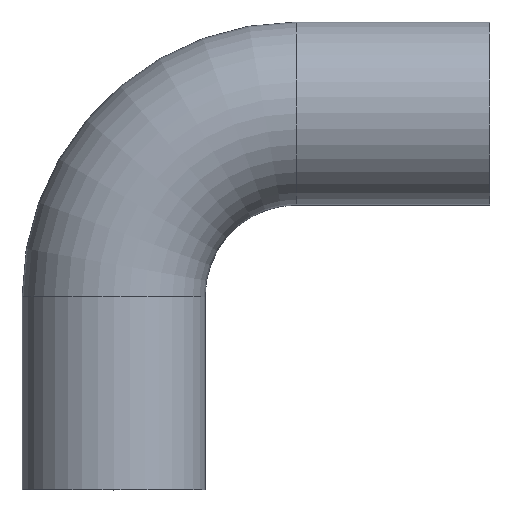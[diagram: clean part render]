
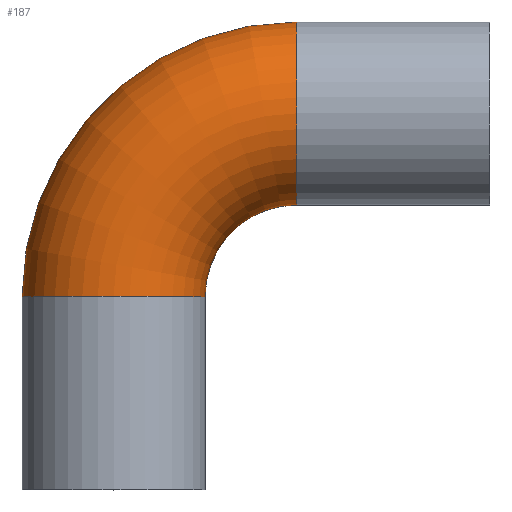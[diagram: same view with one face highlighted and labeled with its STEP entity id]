
A CAD part, top view. The second image highlights one B-rep face of the part: STEP entity #187.
In plain terms, the highlighted toroidal (fillet/blend) face has major radius 63 mm and minor radius 31.5 mm.
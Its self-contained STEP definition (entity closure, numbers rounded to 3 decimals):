
#101 = VERTEX_POINT( '', #239 );
#119 = EDGE_CURVE( '', #101, #195, #260, .T. );
#121 = VERTEX_POINT( '', #262 );
#147 = EDGE_CURVE( '', #195, #121, #290, .T. );
#153 = EDGE_CURVE( '', #121, #157, #296, .T. );
#157 = VERTEX_POINT( '', #301 );
#173 = EDGE_CURVE( '', #101, #157, #318, .T. );
#187 = ADVANCED_FACE( '', ( #335 ), #336, .T. );
#195 = VERTEX_POINT( '', #345 );
#239 = CARTESIAN_POINT( '', ( 63., 161., 0. ) );
#260 = CIRCLE( '', #413, 94.5 );
#262 = CARTESIAN_POINT( '', ( 31.5, 66.5, 0. ) );
#290 = CIRCLE( '', #450, 31.5 );
#296 = CIRCLE( '', #459, 31.5 );
#301 = CARTESIAN_POINT( '', ( 63., 98., 0. ) );
#318 = CIRCLE( '', #487, 31.5 );
#335 = FACE_OUTER_BOUND( '', #506, .T. );
#336 = TOROIDAL_SURFACE( '', #507, 63., 31.5 );
#345 = CARTESIAN_POINT( '', ( -31.5, 66.5, 0. ) );
#413 = AXIS2_PLACEMENT_3D( '', #595, #596, #597 );
#450 = AXIS2_PLACEMENT_3D( '', #627, #628, #629 );
#459 = AXIS2_PLACEMENT_3D( '', #631, #632, #633 );
#487 = AXIS2_PLACEMENT_3D( '', #659, #660, #661 );
#506 = EDGE_LOOP( '', ( #685, #686, #687, #688 ) );
#507 = AXIS2_PLACEMENT_3D( '', #689, #690, #691 );
#595 = CARTESIAN_POINT( '', ( 63., 66.5, 0. ) );
#596 = DIRECTION( '', ( 0., 0., 1. ) );
#597 = DIRECTION( '', ( 1., 0., 0. ) );
#627 = CARTESIAN_POINT( '', ( 0., 66.5, 0. ) );
#628 = DIRECTION( '', ( 0., 1., 0. ) );
#629 = DIRECTION( '', ( 1., 0., 0. ) );
#631 = CARTESIAN_POINT( '', ( 63., 66.5, 0. ) );
#632 = DIRECTION( '', ( 0., 0., -1. ) );
#633 = DIRECTION( '', ( 1., 0., 0. ) );
#659 = CARTESIAN_POINT( '', ( 63., 129.5, 0. ) );
#660 = DIRECTION( '', ( 1., 0., 0. ) );
#661 = DIRECTION( '', ( 0., -1., 0. ) );
#685 = ORIENTED_EDGE( '', *, *, #119, .T. );
#686 = ORIENTED_EDGE( '', *, *, #147, .T. );
#687 = ORIENTED_EDGE( '', *, *, #153, .T. );
#688 = ORIENTED_EDGE( '', *, *, #173, .F. );
#689 = CARTESIAN_POINT( '', ( 63., 66.5, 0. ) );
#690 = DIRECTION( '', ( 0., 0., 1. ) );
#691 = DIRECTION( '', ( 1., 0., 0. ) );
